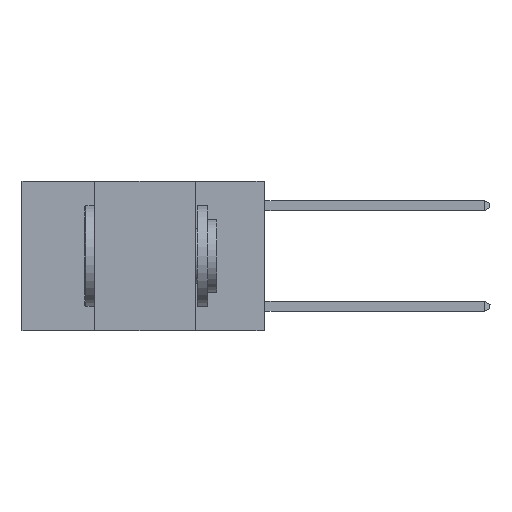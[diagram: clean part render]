
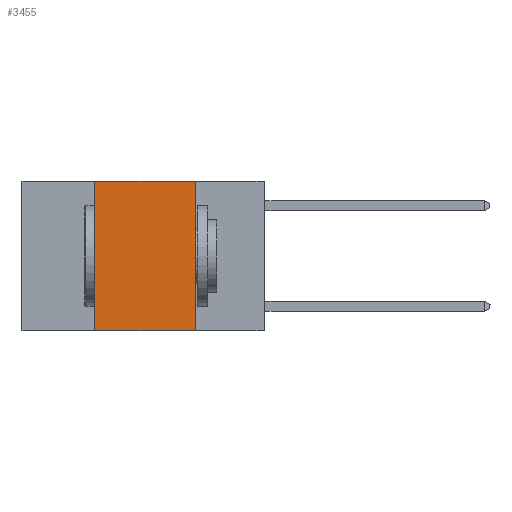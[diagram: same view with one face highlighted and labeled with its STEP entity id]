
A CAD part, left-side view. The second image highlights one B-rep face of the part: STEP entity #3455.
In plain terms, the highlighted planar face has unit normal (-1, 0, 0).
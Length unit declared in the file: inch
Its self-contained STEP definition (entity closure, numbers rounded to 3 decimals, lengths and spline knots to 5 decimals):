
#2864 = VERTEX_POINT ( 'NONE', #9119 ) ;
#3455 = ADVANCED_FACE ( 'NONE', ( #6718 ), #23731, .F. ) ;
#3703 = EDGE_CURVE ( 'NONE', #5106, #2864, #4758, .T. ) ;
#4758 = LINE ( 'NONE', #17155, #18169 ) ;
#5106 = VERTEX_POINT ( 'NONE', #12874 ) ;
#6704 = ORIENTED_EDGE ( 'NONE', *, *, #17362, .F. ) ;
#6718 = FACE_OUTER_BOUND ( 'NONE', #26532, .T. ) ;
#8638 = CARTESIAN_POINT ( 'NONE',  ( 0., 0.6, 0. ) ) ;
#8887 = CARTESIAN_POINT ( 'NONE',  ( 0., 0.6, -0.37 ) ) ;
#9119 = CARTESIAN_POINT ( 'NONE',  ( 0., 0.42, 0. ) ) ;
#9224 = CARTESIAN_POINT ( 'NONE',  ( 0., 0.17, 0. ) ) ;
#11193 = DIRECTION ( 'NONE',  ( 0., 0., -1. ) ) ;
#12874 = CARTESIAN_POINT ( 'NONE',  ( 0., 0.42, -0.37 ) ) ;
#13407 = VECTOR ( 'NONE', #13475, 39.37008 ) ;
#13475 = DIRECTION ( 'NONE',  ( 0., 0., -1. ) ) ;
#14205 = LINE ( 'NONE', #23460, #13407 ) ;
#14800 = EDGE_CURVE ( 'NONE', #24226, #21878, #14205, .T. ) ;
#16756 = LINE ( 'NONE', #8887, #29965 ) ;
#17155 = CARTESIAN_POINT ( 'NONE',  ( 0., 0.42, 0. ) ) ;
#17362 = EDGE_CURVE ( 'NONE', #2864, #24226, #19588, .T. ) ;
#17368 = ORIENTED_EDGE ( 'NONE', *, *, #14800, .F. ) ;
#17983 = VECTOR ( 'NONE', #32027, 39.37008 ) ;
#18169 = VECTOR ( 'NONE', #19697, 39.37008 ) ;
#18572 = ORIENTED_EDGE ( 'NONE', *, *, #3703, .F. ) ;
#19588 = LINE ( 'NONE', #29390, #17983 ) ;
#19697 = DIRECTION ( 'NONE',  ( 0., 0., 1. ) ) ;
#21878 = VERTEX_POINT ( 'NONE', #30328 ) ;
#23460 = CARTESIAN_POINT ( 'NONE',  ( 0., 0.17, 0. ) ) ;
#23731 = PLANE ( 'NONE',  #27953 ) ;
#24226 = VERTEX_POINT ( 'NONE', #9224 ) ;
#26025 = EDGE_CURVE ( 'NONE', #5106, #21878, #16756, .T. ) ;
#26225 = DIRECTION ( 'NONE',  ( 1., 0., 0. ) ) ;
#26479 = DIRECTION ( 'NONE',  ( 0., -1., 0. ) ) ;
#26532 = EDGE_LOOP ( 'NONE', ( #17368, #6704, #18572, #30557 ) ) ;
#27953 = AXIS2_PLACEMENT_3D ( 'NONE', #8638, #26225, #11193 ) ;
#29390 = CARTESIAN_POINT ( 'NONE',  ( 0., 0.6, 0. ) ) ;
#29965 = VECTOR ( 'NONE', #26479, 39.37008 ) ;
#30328 = CARTESIAN_POINT ( 'NONE',  ( 0., 0.17, -0.37 ) ) ;
#30557 = ORIENTED_EDGE ( 'NONE', *, *, #26025, .T. ) ;
#32027 = DIRECTION ( 'NONE',  ( 0., -1., 0. ) ) ;
